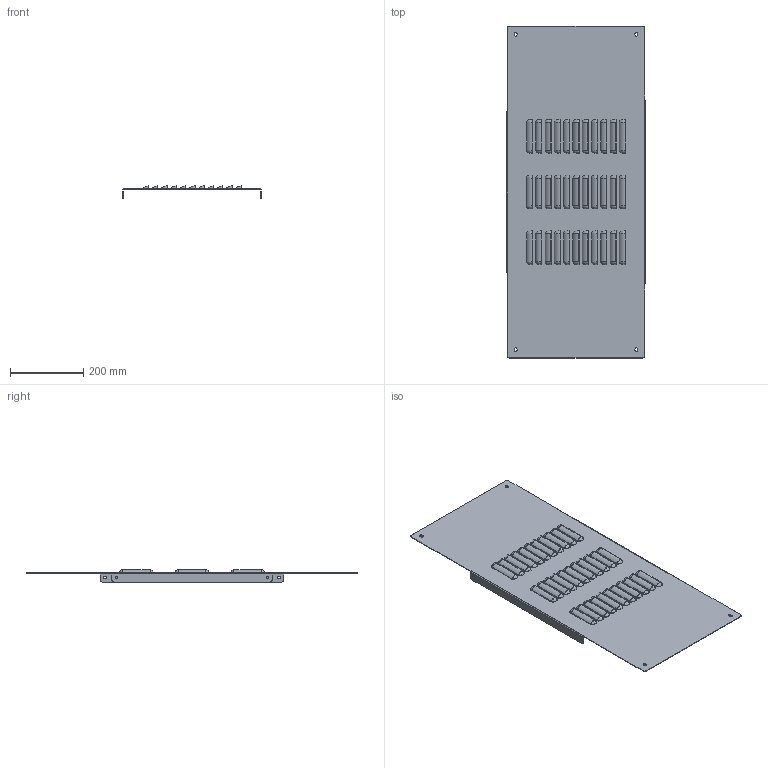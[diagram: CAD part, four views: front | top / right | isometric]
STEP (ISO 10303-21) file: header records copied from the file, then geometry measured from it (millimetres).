
FILE_DESCRIPTION (( 'STEP AP214' ), '1' );
FILE_NAME ('SCE-SKL153644.STEP', '2022-09-01T13:19:08', ( '' ), ( '' ), 'SwSTEP 2.0', 'SolidWorks 2021', '' );
FILE_SCHEMA (( 'AUTOMOTIVE_DESIGN' ));
Products named in the file (1): SCE-SKL153644
Bounding box: 379.41 x 908.05 x 33.28 mm (x, y, z)
Volume: 579060.5 mm3; surface area: 772192.4 mm2
Topology: 1 solids, 1 shells, 620 faces, 1654 edges, 1036 vertices
Faces by surface type: bspline 276, plane 254, cylinder 90
Full cylindrical faces by diameter (mm): 7.137 x4
Entity records: 160140 total; most frequent: CARTESIAN_POINT 147447, ORIENTED_EDGE 3300, EDGE_CURVE 1650, DIRECTION 1377, VERTEX_POINT 1036, B_SPLINE_CURVE_WITH_KNOTS 1011, EDGE_LOOP 706, FACE_OUTER_BOUND 624
